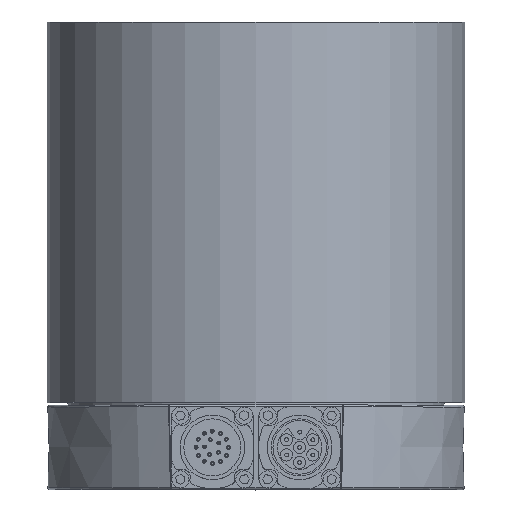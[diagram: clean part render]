
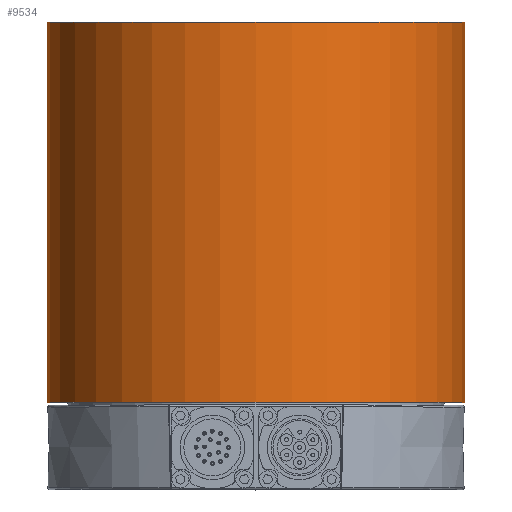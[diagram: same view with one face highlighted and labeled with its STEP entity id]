
A CAD part, top view. The second image highlights one B-rep face of the part: STEP entity #9534.
In plain terms, the highlighted cylindrical face has radius 55 mm (diameter 110 mm), a full revolution.
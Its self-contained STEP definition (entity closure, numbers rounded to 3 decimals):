
#1117 = CARTESIAN_POINT ( 'NONE',  ( 0., 24.9, 0. ) ) ;
#3259 = CARTESIAN_POINT ( 'NONE',  ( 0., 126.534, 0. ) ) ;
#4037 = FACE_OUTER_BOUND ( 'NONE', #15409, .T. ) ;
#4338 = CARTESIAN_POINT ( 'NONE',  ( 0., 125., 0. ) ) ;
#4693 = AXIS2_PLACEMENT_3D ( 'NONE', #4338, #13596, #15173 ) ;
#4937 = EDGE_CURVE ( 'NONE', #7845, #7845, #12345, .T. ) ;
#5372 = FACE_OUTER_BOUND ( 'NONE', #11764, .T. ) ;
#5948 = DIRECTION ( 'NONE',  ( -0.5, 0., -0.866 ) ) ;
#6234 = AXIS2_PLACEMENT_3D ( 'NONE', #3259, #12874, #15255 ) ;
#6465 = CARTESIAN_POINT ( 'NONE',  ( -47.631, 125., 27.5 ) ) ;
#6831 = VERTEX_POINT ( 'NONE', #15179 ) ;
#7845 = VERTEX_POINT ( 'NONE', #6465 ) ;
#8608 = ORIENTED_EDGE ( 'NONE', *, *, #14709, .F. ) ;
#9534 = ADVANCED_FACE ( 'NONE', ( #5372, #4037 ), #10006, .T. ) ;
#9759 = AXIS2_PLACEMENT_3D ( 'NONE', #1117, #14336, #5948 ) ;
#10006 = CYLINDRICAL_SURFACE ( 'NONE', #6234, 55. ) ;
#11764 = EDGE_LOOP ( 'NONE', ( #8608 ) ) ;
#12345 = CIRCLE ( 'NONE', #4693, 55. ) ;
#12481 = CIRCLE ( 'NONE', #9759, 55. ) ;
#12874 = DIRECTION ( 'NONE',  ( 0., -1., 0. ) ) ;
#13596 = DIRECTION ( 'NONE',  ( 0., -1., 0. ) ) ;
#13809 = ORIENTED_EDGE ( 'NONE', *, *, #4937, .T. ) ;
#14336 = DIRECTION ( 'NONE',  ( 0., -1., 0. ) ) ;
#14709 = EDGE_CURVE ( 'NONE', #6831, #6831, #12481, .T. ) ;
#15173 = DIRECTION ( 'NONE',  ( -0.866, 0., 0.5 ) ) ;
#15179 = CARTESIAN_POINT ( 'NONE',  ( -27.5, 24.9, -47.631 ) ) ;
#15255 = DIRECTION ( 'NONE',  ( -0.866, 0., 0.5 ) ) ;
#15409 = EDGE_LOOP ( 'NONE', ( #13809 ) ) ;
